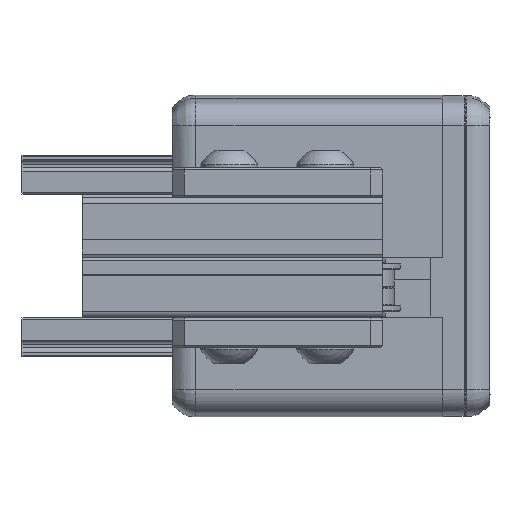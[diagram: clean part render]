
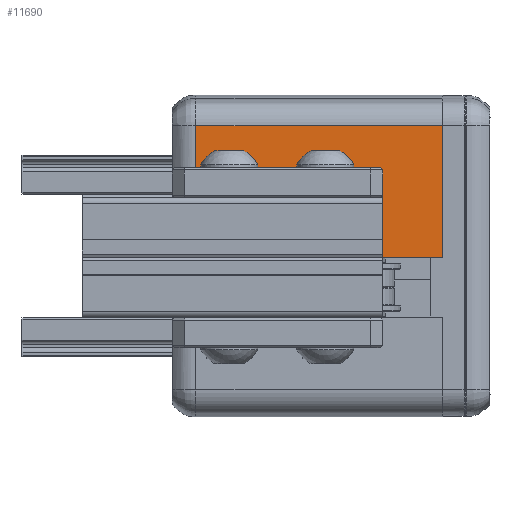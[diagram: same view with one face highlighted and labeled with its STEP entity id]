
A CAD part, left-side view. The second image highlights one B-rep face of the part: STEP entity #11690.
In plain terms, the highlighted planar face has unit normal (-1, 0, 0).
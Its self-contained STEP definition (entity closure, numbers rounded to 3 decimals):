
#963=FACE_OUTER_BOUND('',#1691,.T.);
#1691=EDGE_LOOP('',(#8212,#8213,#8214,#8215,#8216,#8217,#8218));
#2544=LINE('',#25358,#3795);
#2545=LINE('',#25578,#3796);
#2548=LINE('',#27266,#3799);
#2549=LINE('',#27447,#3800);
#2558=LINE('',#27465,#3809);
#2559=LINE('',#27467,#3810);
#2560=LINE('',#27468,#3811);
#3795=VECTOR('',#13811,10.);
#3796=VECTOR('',#13816,10.);
#3799=VECTOR('',#13819,10.);
#3800=VECTOR('',#13822,10.);
#3809=VECTOR('',#13833,10.);
#3810=VECTOR('',#13834,13.5);
#3811=VECTOR('',#13835,10.);
#5029=VERTEX_POINT('',#25355);
#5030=VERTEX_POINT('',#25357);
#5033=VERTEX_POINT('',#25577);
#5037=VERTEX_POINT('',#27265);
#5038=VERTEX_POINT('',#27446);
#5046=VERTEX_POINT('',#27464);
#5047=VERTEX_POINT('',#27466);
#6213=EDGE_CURVE('',#5030,#5029,#2544,.T.);
#6217=EDGE_CURVE('',#5033,#5030,#2545,.T.);
#6226=EDGE_CURVE('',#5033,#5037,#2548,.T.);
#6228=EDGE_CURVE('',#5038,#5037,#2549,.T.);
#6237=EDGE_CURVE('',#5029,#5046,#2558,.T.);
#6238=EDGE_CURVE('',#5046,#5047,#2559,.T.);
#6239=EDGE_CURVE('',#5047,#5038,#2560,.T.);
#8212=ORIENTED_EDGE('',*,*,#6217,.T.);
#8213=ORIENTED_EDGE('',*,*,#6213,.T.);
#8214=ORIENTED_EDGE('',*,*,#6237,.T.);
#8215=ORIENTED_EDGE('',*,*,#6238,.T.);
#8216=ORIENTED_EDGE('',*,*,#6239,.T.);
#8217=ORIENTED_EDGE('',*,*,#6228,.T.);
#8218=ORIENTED_EDGE('',*,*,#6226,.F.);
#11148=PLANE('',#12458);
#11690=ADVANCED_FACE('',(#963),#11148,.T.);
#12458=AXIS2_PLACEMENT_3D('',#27463,#13831,#13832);
#13811=DIRECTION('',(0.,-1.,0.));
#13816=DIRECTION('',(0.,0.,-1.));
#13819=DIRECTION('',(0.,-1.,0.));
#13822=DIRECTION('',(0.,0.,1.));
#13831=DIRECTION('center_axis',(-1.,0.,0.));
#13832=DIRECTION('ref_axis',(0.,1.,0.));
#13833=DIRECTION('',(0.,-0.707,-0.707));
#13834=DIRECTION('',(0.,0.,-1.));
#13835=DIRECTION('',(0.,-1.,0.));
#25355=CARTESIAN_POINT('',(141.032,3.216,103.338));
#25357=CARTESIAN_POINT('',(141.032,33.896,103.338));
#25358=CARTESIAN_POINT('',(141.032,-3.684,103.338));
#25577=CARTESIAN_POINT('',(141.032,33.896,110.338));
#25578=CARTESIAN_POINT('',(141.032,33.896,110.338));
#27265=CARTESIAN_POINT('',(141.032,-7.184,110.338));
#27266=CARTESIAN_POINT('',(141.032,37.816,110.338));
#27446=CARTESIAN_POINT('',(141.032,-7.184,88.338));
#27447=CARTESIAN_POINT('',(141.032,-7.184,104.838));
#27463=CARTESIAN_POINT('Origin',(141.032,6.316,86.591));
#27464=CARTESIAN_POINT('',(141.032,2.816,102.938));
#27465=CARTESIAN_POINT('',(141.032,-0.195,99.926));
#27466=CARTESIAN_POINT('',(141.032,2.816,88.338));
#27467=CARTESIAN_POINT('',(141.032,2.816,101.838));
#27468=CARTESIAN_POINT('',(141.032,2.816,88.338));
